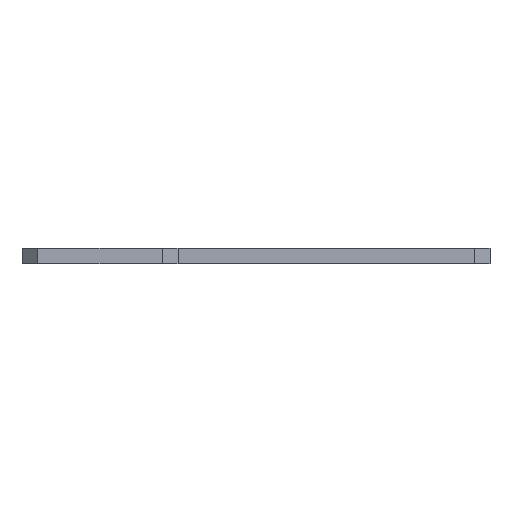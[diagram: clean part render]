
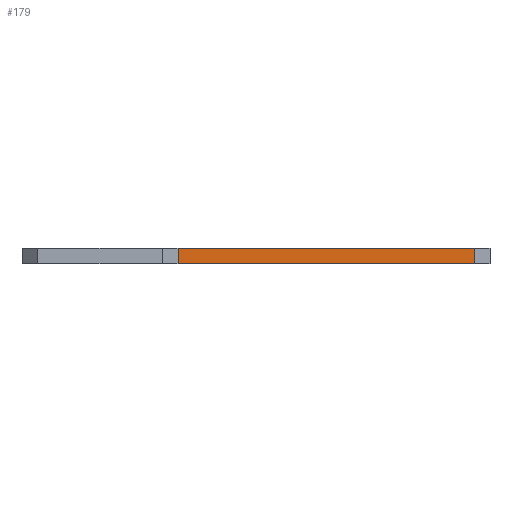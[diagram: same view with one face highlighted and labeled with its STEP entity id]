
A CAD part, left-side view. The second image highlights one B-rep face of the part: STEP entity #179.
In plain terms, the highlighted planar face has unit normal (-1, 0, 0).
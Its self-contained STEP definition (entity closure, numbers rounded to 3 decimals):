
#6 = EDGE_CURVE ( 'NONE', #285, #729, #653, .T. ) ;
#36 = VECTOR ( 'NONE', #380, 1000. ) ;
#58 = DIRECTION ( 'NONE',  ( 0., 1., 0. ) ) ;
#69 = CARTESIAN_POINT ( 'NONE',  ( -10., 40., -2. ) ) ;
#74 = VERTEX_POINT ( 'NONE', #69 ) ;
#77 = LINE ( 'NONE', #463, #520 ) ;
#89 = AXIS2_PLACEMENT_3D ( 'NONE', #487, #801, #92 ) ;
#92 = DIRECTION ( 'NONE',  ( 0., 1., 0. ) ) ;
#95 = EDGE_CURVE ( 'NONE', #74, #310, #77, .T. ) ;
#102 = ORIENTED_EDGE ( 'NONE', *, *, #95, .F. ) ;
#103 = VECTOR ( 'NONE', #796, 1000. ) ;
#126 = LINE ( 'NONE', #640, #187 ) ;
#147 = PLANE ( 'NONE',  #89 ) ;
#179 = ADVANCED_FACE ( 'NONE', ( #350 ), #147, .F. ) ;
#187 = VECTOR ( 'NONE', #58, 1000. ) ;
#201 = EDGE_CURVE ( 'NONE', #285, #74, #411, .T. ) ;
#274 = CARTESIAN_POINT ( 'NONE',  ( -10., 40., 0. ) ) ;
#285 = VERTEX_POINT ( 'NONE', #677 ) ;
#310 = VERTEX_POINT ( 'NONE', #274 ) ;
#350 = FACE_OUTER_BOUND ( 'NONE', #659, .T. ) ;
#380 = DIRECTION ( 'NONE',  ( 0., 0., 1. ) ) ;
#411 = LINE ( 'NONE', #469, #103 ) ;
#426 = ORIENTED_EDGE ( 'NONE', *, *, #6, .T. ) ;
#437 = ORIENTED_EDGE ( 'NONE', *, *, #201, .F. ) ;
#458 = CARTESIAN_POINT ( 'NONE',  ( -10., 2., -2. ) ) ;
#463 = CARTESIAN_POINT ( 'NONE',  ( -10., 40., -2. ) ) ;
#469 = CARTESIAN_POINT ( 'NONE',  ( -10., 40., -2. ) ) ;
#487 = CARTESIAN_POINT ( 'NONE',  ( -10., 40., -2. ) ) ;
#520 = VECTOR ( 'NONE', #717, 1000. ) ;
#589 = EDGE_CURVE ( 'NONE', #729, #310, #126, .T. ) ;
#640 = CARTESIAN_POINT ( 'NONE',  ( -10., 40., 0. ) ) ;
#653 = LINE ( 'NONE', #458, #36 ) ;
#659 = EDGE_LOOP ( 'NONE', ( #437, #426, #754, #102 ) ) ;
#677 = CARTESIAN_POINT ( 'NONE',  ( -10., 2., -2. ) ) ;
#693 = CARTESIAN_POINT ( 'NONE',  ( -10., 2., 0. ) ) ;
#717 = DIRECTION ( 'NONE',  ( 0., 0., 1. ) ) ;
#729 = VERTEX_POINT ( 'NONE', #693 ) ;
#754 = ORIENTED_EDGE ( 'NONE', *, *, #589, .T. ) ;
#796 = DIRECTION ( 'NONE',  ( 0., 1., 0. ) ) ;
#801 = DIRECTION ( 'NONE',  ( 1., 0., 0. ) ) ;
